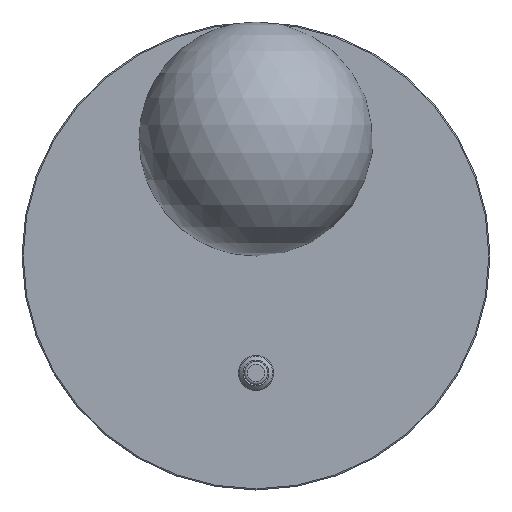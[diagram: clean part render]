
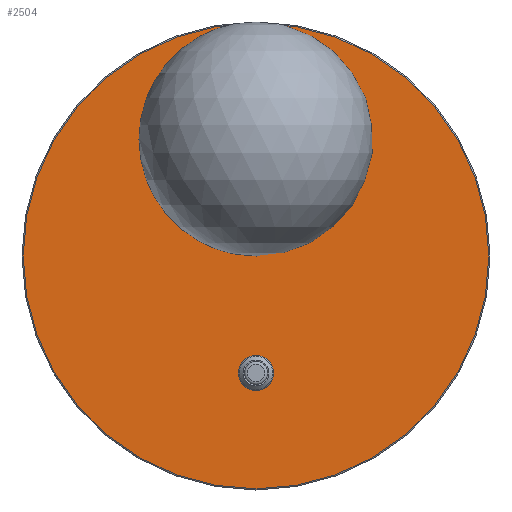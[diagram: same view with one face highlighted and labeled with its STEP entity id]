
A CAD part, front view. The second image highlights one B-rep face of the part: STEP entity #2504.
In plain terms, the highlighted planar face has unit normal (0, -1, 0).
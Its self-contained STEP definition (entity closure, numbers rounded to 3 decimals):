
#98=PLANE('',#2707);
#232=FACE_OUTER_BOUND('',#392,.T.);
#392=EDGE_LOOP('',(#2125));
#464=CIRCLE('',#2702,99.5);
#1141=VERTEX_POINT('',#10465);
#1477=EDGE_CURVE('',#1141,#1141,#464,.T.);
#2125=ORIENTED_EDGE('',*,*,#1477,.F.);
#2504=ADVANCED_FACE('',(#232),#98,.F.);
#2702=AXIS2_PLACEMENT_3D('',#10467,#3171,#3172);
#2707=AXIS2_PLACEMENT_3D('',#10475,#3182,#3183);
#3171=DIRECTION('center_axis',(0.,1.,0.));
#3172=DIRECTION('ref_axis',(1.,0.,0.));
#3182=DIRECTION('center_axis',(0.,1.,0.));
#3183=DIRECTION('ref_axis',(1.,0.,0.));
#10465=CARTESIAN_POINT('',(0.,-50.,-149.5));
#10467=CARTESIAN_POINT('Origin',(0.,-50.,-50.));
#10475=CARTESIAN_POINT('Origin',(0.,-50.,-50.));
